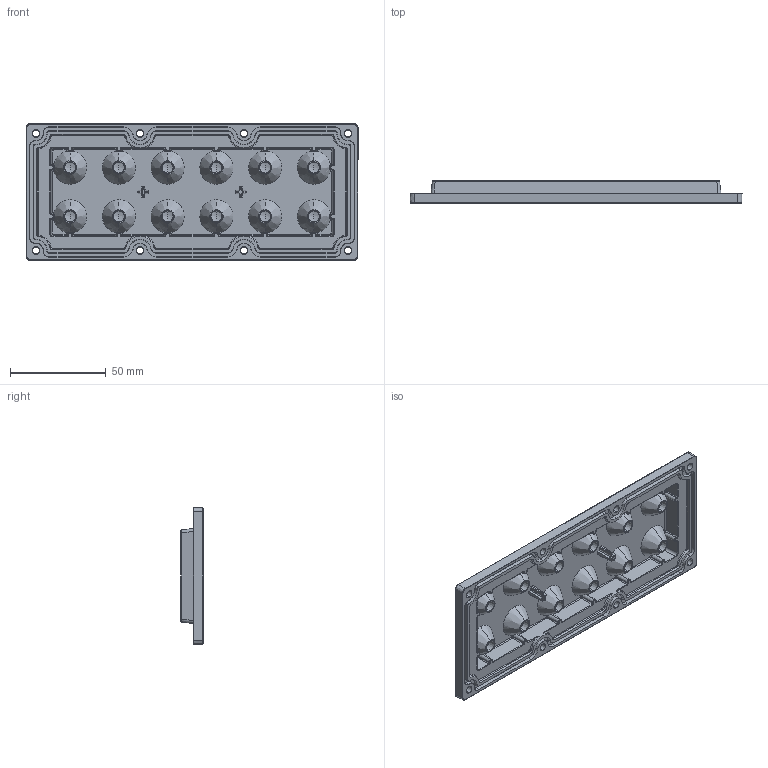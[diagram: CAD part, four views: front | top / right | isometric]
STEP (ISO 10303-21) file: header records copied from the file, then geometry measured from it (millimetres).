
FILE_DESCRIPTION (( 'STEP AP214' ), '1' );
FILE_NAME ('796-10du-PC笭羲ヶ綴耀22.06.09.STEP', '2022-06-09T10:05:39', ( 'Windows User' ), ( 'P R C' ), 'SwSTEP 2.0', 'SolidWorks 2018', '' );
FILE_SCHEMA (( 'AUTOMOTIVE_DESIGN' ));
Length unit declared in the file: millimetre
Products named in the file (1): 796-10du-PC笭羲ヶ綴耀22.06.09
Bounding box: 172.97 x 11.77 x 71.37 mm (x, y, z)
Volume: 46799.5 mm3; surface area: 38758.6 mm2
Topology: 1 solids, 1 shells, 869 faces, 2161 edges, 1280 vertices
Faces by surface type: cylinder 207, bspline 178, cone 172, plane 162, torus 92, sphere 58
Entity records: 31368 total; most frequent: CARTESIAN_POINT 10598, ORIENTED_EDGE 4258, DIRECTION 3973, EDGE_CURVE 2129, AXIS2_PLACEMENT_3D 1628, VERTEX_POINT 1280, CIRCLE 936, EDGE_LOOP 903
